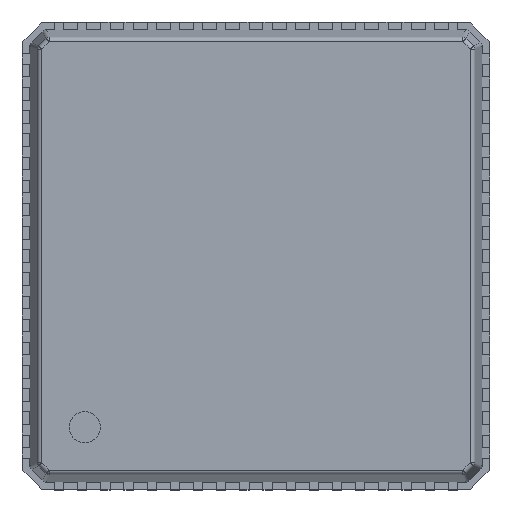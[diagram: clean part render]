
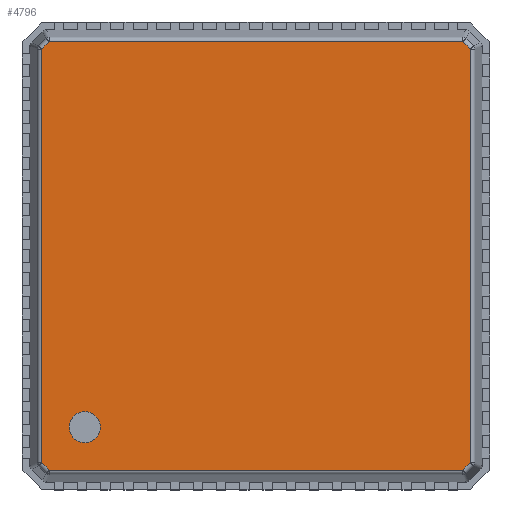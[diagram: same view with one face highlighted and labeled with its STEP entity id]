
A CAD part, top view. The second image highlights one B-rep face of the part: STEP entity #4796.
In plain terms, the highlighted planar face has unit normal (0, 0, 1).
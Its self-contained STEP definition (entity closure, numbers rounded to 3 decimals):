
#4796=ADVANCED_FACE('',(#8736,#8738),#8740,.T.);
#8736=FACE_BOUND('',#8737,.T.);
#8737=EDGE_LOOP('',(#11186,#11187,#11188,#11189,#11190,#11191,#11192,#11193));
#8738=FACE_BOUND('',#8739,.T.);
#8739=EDGE_LOOP('',(#11194));
#8740=PLANE('',#8741);
#8741=AXIS2_PLACEMENT_3D('',#8742,#8743,#8744);
#8742=CARTESIAN_POINT('',(0.,0.,1.));
#8743=DIRECTION('',(0.,0.,1.));
#8744=DIRECTION('',(1.,0.,0.));
#11186=ORIENTED_EDGE('',*,*,#12566,.T.);
#11187=ORIENTED_EDGE('',*,*,#12567,.T.);
#11188=ORIENTED_EDGE('',*,*,#12568,.T.);
#11189=ORIENTED_EDGE('',*,*,#12569,.T.);
#11190=ORIENTED_EDGE('',*,*,#12570,.T.);
#11191=ORIENTED_EDGE('',*,*,#12571,.T.);
#11192=ORIENTED_EDGE('',*,*,#12572,.T.);
#11193=ORIENTED_EDGE('',*,*,#12573,.T.);
#11194=ORIENTED_EDGE('',*,*,#12565,.F.);
#12565=EDGE_CURVE('',#14444,#14444,#14445,.T.);
#12566=EDGE_CURVE('',#14446,#14447,#14448,.T.);
#12567=EDGE_CURVE('',#14447,#14449,#14450,.T.);
#12568=EDGE_CURVE('',#14449,#14451,#14452,.T.);
#12569=EDGE_CURVE('',#14451,#14453,#14454,.T.);
#12570=EDGE_CURVE('',#14453,#14455,#14456,.T.);
#12571=EDGE_CURVE('',#14455,#14457,#14458,.T.);
#12572=EDGE_CURVE('',#14457,#14459,#14460,.T.);
#12573=EDGE_CURVE('',#14459,#14446,#14461,.T.);
#14444=VERTEX_POINT('',#19050);
#14445=CIRCLE('',#19051,0.337);
#14446=VERTEX_POINT('',#19055);
#14447=VERTEX_POINT('',#19056);
#14448=LINE('',#19057,#19058);
#14449=VERTEX_POINT('',#19060);
#14450=LINE('',#19061,#19062);
#14451=VERTEX_POINT('',#19064);
#14452=LINE('',#19065,#19066);
#14453=VERTEX_POINT('',#19068);
#14454=LINE('',#19069,#19070);
#14455=VERTEX_POINT('',#19072);
#14456=LINE('',#19073,#19074);
#14457=VERTEX_POINT('',#19076);
#14458=LINE('',#19077,#19078);
#14459=VERTEX_POINT('',#19080);
#14460=LINE('',#19081,#19082);
#14461=LINE('',#19084,#19085);
#19050=CARTESIAN_POINT('',(-3.358,-3.695,1.));
#19051=AXIS2_PLACEMENT_3D('',#19052,#19053,#19054);
#19052=CARTESIAN_POINT('',(-3.695,-3.695,1.));
#19053=DIRECTION('',(0.,0.,1.));
#19054=DIRECTION('',(1.,0.,0.));
#19055=CARTESIAN_POINT('',(-4.462,-4.624,1.));
#19056=CARTESIAN_POINT('',(4.462,-4.624,1.));
#19057=CARTESIAN_POINT('',(-4.462,-4.624,1.));
#19058=VECTOR('',#19059,1.);
#19059=DIRECTION('',(1.,0.,0.));
#19060=CARTESIAN_POINT('',(4.624,-4.462,1.));
#19061=CARTESIAN_POINT('',(4.462,-4.624,1.));
#19062=VECTOR('',#19063,1.);
#19063=DIRECTION('',(0.707,0.707,0.));
#19064=CARTESIAN_POINT('',(4.624,4.462,1.));
#19065=CARTESIAN_POINT('',(4.624,-4.462,1.));
#19066=VECTOR('',#19067,1.);
#19067=DIRECTION('',(0.,1.,0.));
#19068=CARTESIAN_POINT('',(4.462,4.624,1.));
#19069=CARTESIAN_POINT('',(4.624,4.462,1.));
#19070=VECTOR('',#19071,1.);
#19071=DIRECTION('',(-0.707,0.707,0.));
#19072=CARTESIAN_POINT('',(-4.462,4.624,1.));
#19073=CARTESIAN_POINT('',(4.462,4.624,1.));
#19074=VECTOR('',#19075,1.);
#19075=DIRECTION('',(-1.,0.,0.));
#19076=CARTESIAN_POINT('',(-4.624,4.462,1.));
#19077=CARTESIAN_POINT('',(-4.462,4.624,1.));
#19078=VECTOR('',#19079,1.);
#19079=DIRECTION('',(-0.707,-0.707,0.));
#19080=CARTESIAN_POINT('',(-4.624,-4.462,1.));
#19081=CARTESIAN_POINT('',(-4.624,4.462,1.));
#19082=VECTOR('',#19083,1.);
#19083=DIRECTION('',(0.,-1.,0.));
#19084=CARTESIAN_POINT('',(-4.624,-4.462,1.));
#19085=VECTOR('',#19086,1.);
#19086=DIRECTION('',(0.707,-0.707,0.));
